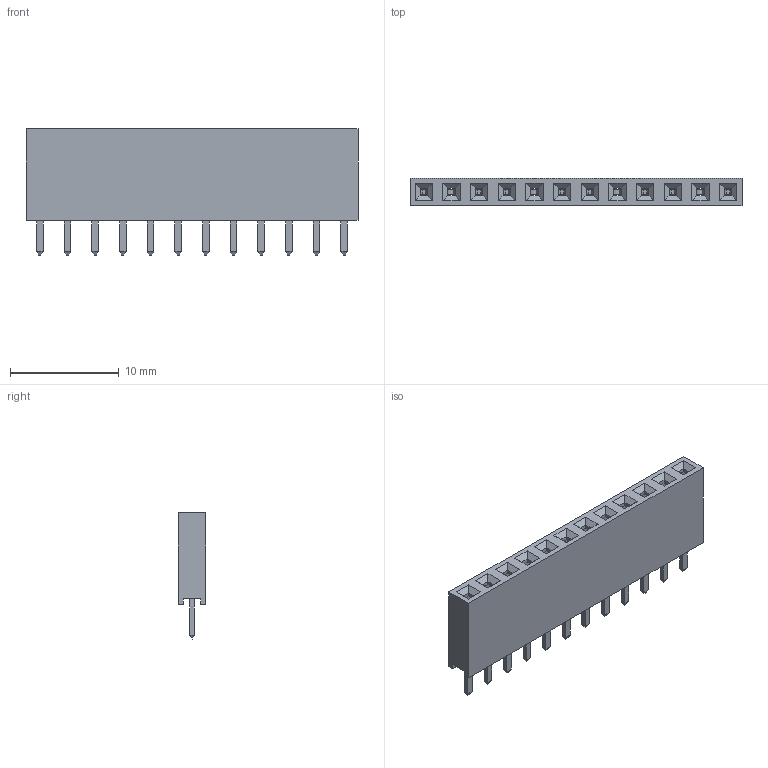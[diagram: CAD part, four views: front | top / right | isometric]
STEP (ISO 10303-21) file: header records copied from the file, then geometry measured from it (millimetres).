
FILE_DESCRIPTION (( 'STEP AP214' ), '1' );
FILE_NAME ('User Library-PBS-12.STEP', '2017-12-05T23:01:57', ( 'Windows User' ), ( '' ), 'SwSTEP 2.0', 'SolidWorks 2017', '' );
FILE_SCHEMA (( 'AUTOMOTIVE_DESIGN' ));
Length unit declared in the file: millimetre
Products named in the file (1): User Library-PBS-12
Bounding box: 30.48 x 2.54 x 11.6 mm (x, y, z)
Volume: 387.9 mm3; surface area: 1711.4 mm2
Topology: 1 solids, 1 shells, 358 faces, 1044 edges, 664 vertices
Faces by surface type: plane 334, cylinder 24
Entity records: 13189 total; most frequent: ORIENTED_EDGE 2088, CARTESIAN_POINT 2067, DIRECTION 1810, EDGE_CURVE 1044, VECTOR 996, LINE 996, VERTEX_POINT 664, AXIS2_PLACEMENT_3D 407
